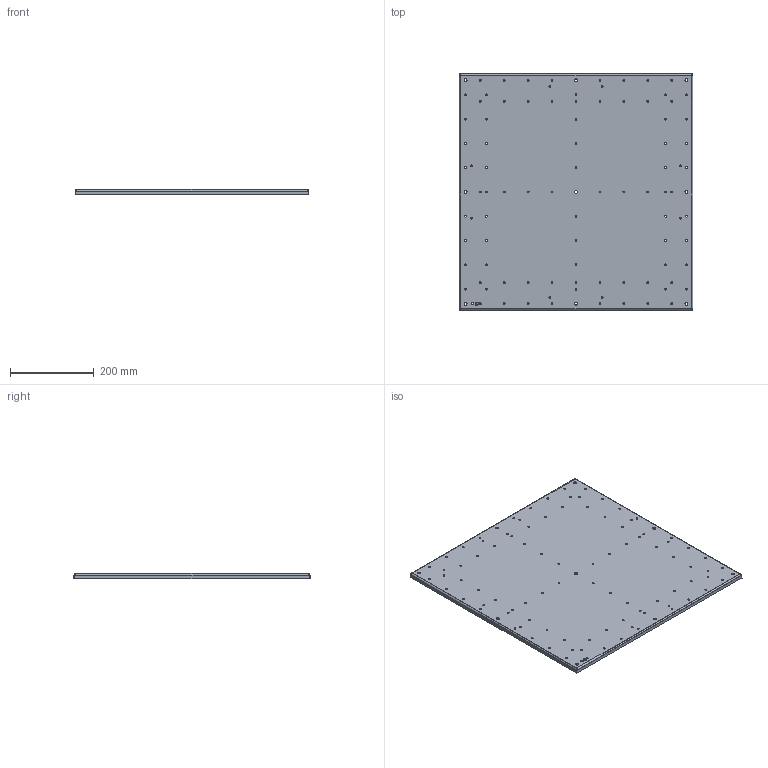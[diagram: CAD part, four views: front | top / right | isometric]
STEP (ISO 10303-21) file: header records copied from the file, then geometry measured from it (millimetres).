
FILE_DESCRIPTION(('CATIA V5 STEP Exchange','CAx-IF Rec.Pracs.--- Model Styling and Organization---1.4--- 2014-01-23'),'2;1');
FILE_NAME ('1877178-3_0_8000115919_8000115919_KTB_MOPL_6262_MSZN_H.stp','2023-05-15T07:33:14+00:00',('none'),('Weidmueller'),'CATIA Version 5-6 Release 2016 SP3 HF44','CATIA V5 STEP AP214','none');
FILE_SCHEMA(('AUTOMOTIVE_DESIGN { 1 0 10303 214 1 1 1 1 }'));
Length unit declared in the file: millimetre
Products named in the file (1): 8000115919_KTB_MOPL_6262_MSZN_H
Bounding box: 559 x 565 x 12 mm (x, y, z)
Volume: 501536.6 mm3; surface area: 674543.3 mm2
Topology: 1 solids, 1 shells, 267 faces, 757 edges, 497 vertices
Faces by surface type: cylinder 216, plane 43, bspline 8
Entity records: 9597 total; most frequent: CARTESIAN_POINT 2073, ORIENTED_EDGE 1514, DIRECTION 1235, EDGE_CURVE 757, AXIS2_PLACEMENT_3D 673, VERTEX_POINT 497, EDGE_LOOP 476, CIRCLE 413
